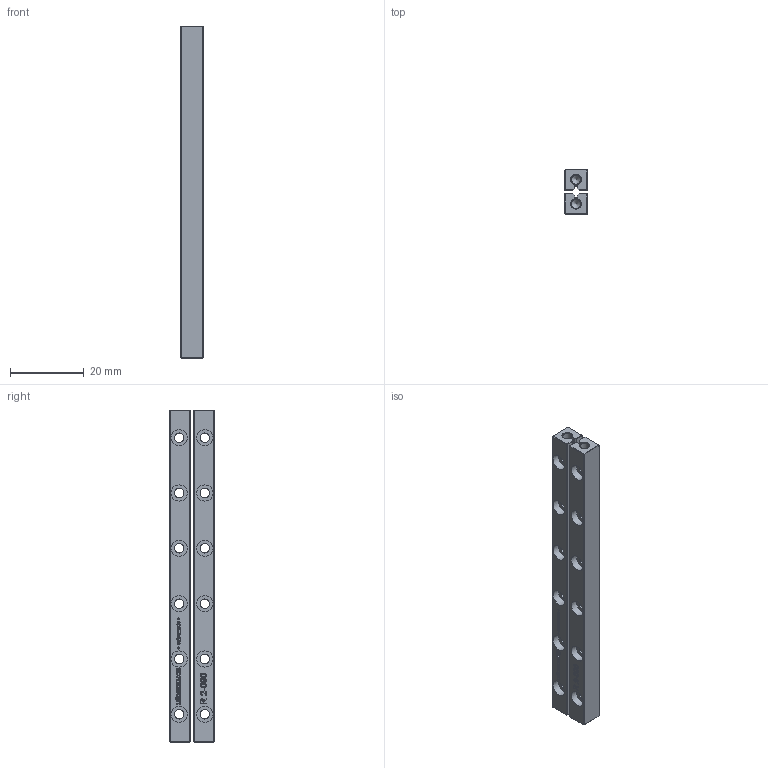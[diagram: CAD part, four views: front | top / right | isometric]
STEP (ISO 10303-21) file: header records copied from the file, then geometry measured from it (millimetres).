
FILE_DESCRIPTION(('FreeCAD Model'),'2;1');
FILE_NAME('R 2-090.step', '2020-08-05T13:15:19',('Author'),(''), 'Open CASCADE STEP processor 6.8','FreeCAD','Unknown');
FILE_SCHEMA(('AUTOMOTIVE_DESIGN_CC2 { 1 2 10303 214 -1 1 5 4 }'));
Length unit declared in the file: millimetre
Products named in the file (2): ASSEMBLY; Schienenpaar
Assembly tree (1 placements, depth 2):
  ASSEMBLY
    Schienenpaar
Bounding box: 6 x 12 x 90 mm (x, y, z)
Volume: 5029.4 mm3; surface area: 5232.8 mm2
Topology: 2 solids, 2 shells, 699 faces, 1868 edges, 1224 vertices
Faces by surface type: extrusion 434, plane 215, cylinder 30, cone 20
Full cylindrical faces by diameter (mm): 2.5 x4, 2.55 x12, 4.4 x12
Entity records: 46309 total; most frequent: CARTESIAN_POINT 11786, DIRECTION 4856, VECTOR 4126, ORIENTED_EDGE 3728, PCURVE 3728, DEFINITIONAL_REPRESENTATION 3728, LINE 3692, B_SPLINE_CURVE_WITH_KNOTS 2202
